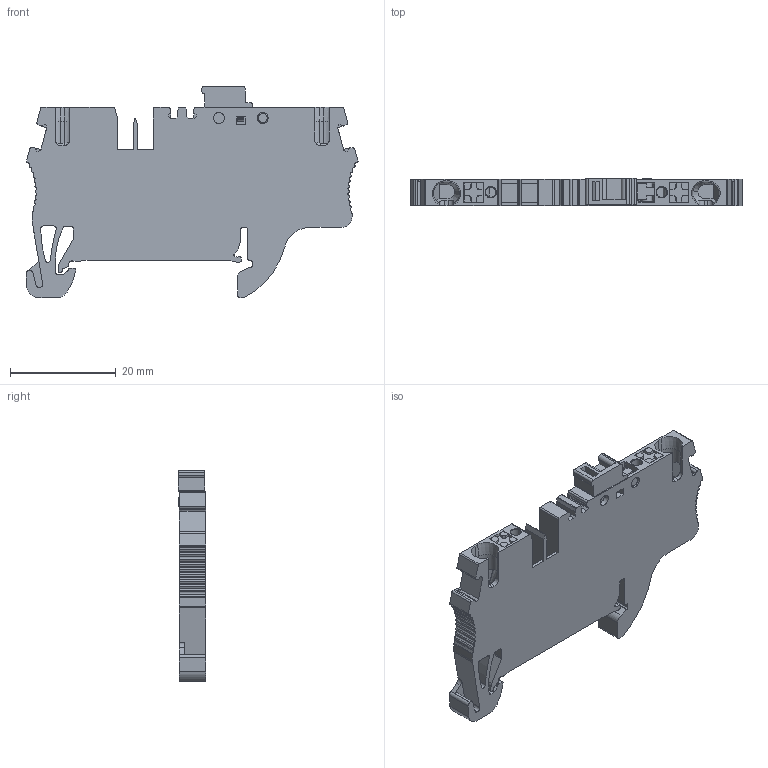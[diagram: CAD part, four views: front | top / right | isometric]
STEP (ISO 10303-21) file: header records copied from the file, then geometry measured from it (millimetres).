
FILE_DESCRIPTION(/* description */ ('Unknown'),/* implementation_level */ '2;1');
FILE_NAME(/* name */ 'PQK2_5_SOLID',/* time_stamp */ '2021-04-30T15:40:05+05:00',/* author */ ('Unknown'),/* organization */ ('Unknown'),/* preprocessor_version */ 'ST-DEVELOPER v16.7',/* originating_system */ 'DEX',/* authorisation */ $);
FILE_SCHEMA (('AUTOMOTIVE_DESIGN {1 0 10303 214 3 1 1}'));
Length unit declared in the file: millimetre
Products named in the file (1): PQK2_5_SOLID
Bounding box: 62.82 x 5.15 x 40 mm (x, y, z)
Volume: 7504.8 mm3; surface area: 5939.7 mm2
Topology: 1 solids, 1 shells, 461 faces, 1357 edges, 896 vertices
Faces by surface type: plane 262, cylinder 179, cone 20
Full cylindrical faces by diameter (mm): 1.95 x2, 2 x1, 2.1 x4
Entity records: 18620 total; most frequent: CARTESIAN_POINT 2770, ORIENTED_EDGE 2678, DIRECTION 2666, EDGE_CURVE 1339, LINE 900, VECTOR 900, VERTEX_POINT 890, AXIS2_PLACEMENT_3D 883
